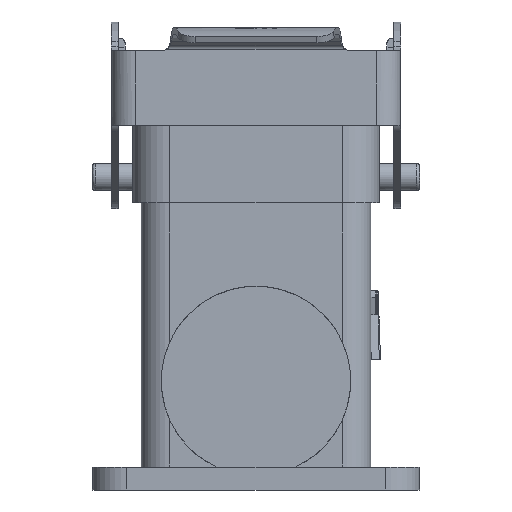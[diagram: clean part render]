
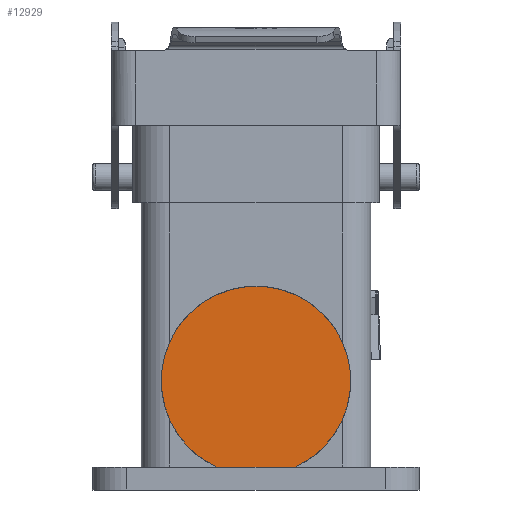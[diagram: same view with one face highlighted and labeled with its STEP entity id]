
A CAD part, left-side view. The second image highlights one B-rep face of the part: STEP entity #12929.
In plain terms, the highlighted planar face has unit normal (-1, 0, 0).
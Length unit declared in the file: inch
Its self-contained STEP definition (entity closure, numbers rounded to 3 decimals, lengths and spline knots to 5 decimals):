
#1618 = DIRECTION ( 'NONE',  ( 0., 0., 1. ) ) ;
#1703 = VECTOR ( 'NONE', #15955, 39.37008 ) ;
#2420 = DIRECTION ( 'NONE',  ( -1., 0., 0. ) ) ;
#3016 = EDGE_LOOP ( 'NONE', ( #7581, #11901 ) ) ;
#3482 = AXIS2_PLACEMENT_3D ( 'NONE', #9231, #2420, #6527 ) ;
#4060 = PLANE ( 'NONE',  #13138 ) ;
#6527 = DIRECTION ( 'NONE',  ( 0., 0., -1. ) ) ;
#6651 = VERTEX_POINT ( 'NONE', #10997 ) ;
#7581 = ORIENTED_EDGE ( 'NONE', *, *, #11639, .T. ) ;
#9231 = CARTESIAN_POINT ( 'NONE',  ( -2.3622, 0., 0.74803 ) ) ;
#9408 = DIRECTION ( 'NONE',  ( -1., 0., 0. ) ) ;
#10625 = LINE ( 'NONE', #11851, #1703 ) ;
#10997 = CARTESIAN_POINT ( 'NONE',  ( -2.3622, 0.27062, 0.15748 ) ) ;
#11639 = EDGE_CURVE ( 'NONE', #15612, #6651, #12715, .T. ) ;
#11851 = CARTESIAN_POINT ( 'NONE',  ( -2.3622, -1.12205, 0.15748 ) ) ;
#11901 = ORIENTED_EDGE ( 'NONE', *, *, #14263, .F. ) ;
#12715 = CIRCLE ( 'NONE', #3482, 0.64961 ) ;
#12929 = ADVANCED_FACE ( 'NONE', ( #16054 ), #4060, .T. ) ;
#13138 = AXIS2_PLACEMENT_3D ( 'NONE', #13601, #9408, #1618 ) ;
#13601 = CARTESIAN_POINT ( 'NONE',  ( -2.3622, 0., 0.74803 ) ) ;
#14126 = CARTESIAN_POINT ( 'NONE',  ( -2.3622, -0.27062, 0.15748 ) ) ;
#14263 = EDGE_CURVE ( 'NONE', #15612, #6651, #10625, .T. ) ;
#15612 = VERTEX_POINT ( 'NONE', #14126 ) ;
#15955 = DIRECTION ( 'NONE',  ( 0., 1., 0. ) ) ;
#16054 = FACE_OUTER_BOUND ( 'NONE', #3016, .T. ) ;
